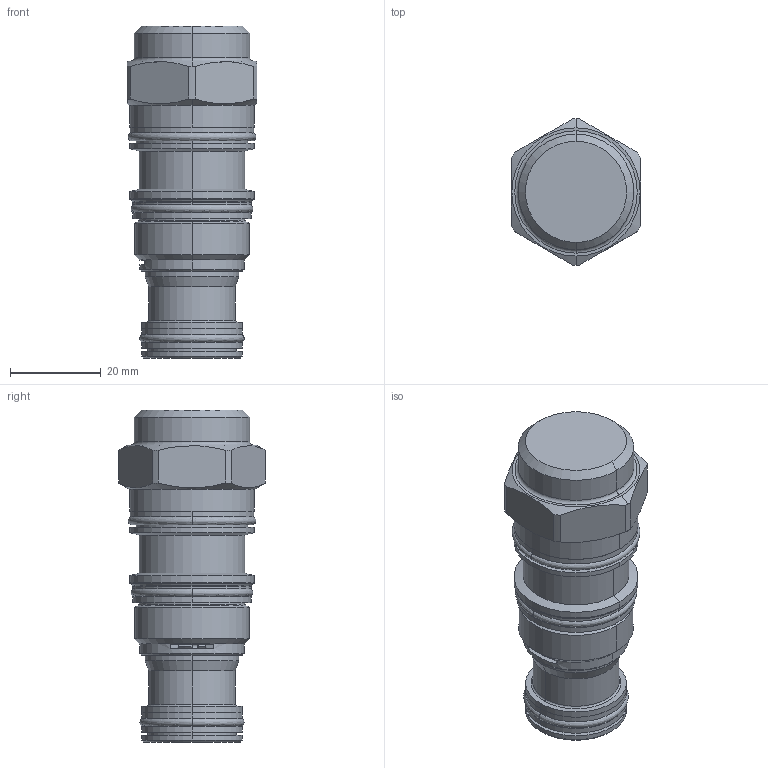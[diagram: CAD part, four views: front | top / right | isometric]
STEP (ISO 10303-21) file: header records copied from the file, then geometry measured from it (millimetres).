
FILE_DESCRIPTION((''),'2;1');
FILE_NAME('CBEAX-NN_PRT','2015-03-03T',('Administrator'),(''),'PRO/ENGINEER BY PARAMETRIC TECHNOLOGY CORPORATION, 2006240','PRO/ENGINEER BY PARAMETRIC TECHNOLOGY CORPORATION, 2006240','');
FILE_SCHEMA(('CONFIG_CONTROL_DESIGN'));
Length unit declared in the file: inch
Products named in the file (1): CBEAX-NN_PRT
Bounding box: 28.57 x 32.21 x 73.01 mm (x, y, z)
Volume: 33838.6 mm3; surface area: 14228.2 mm2
Topology: 4 solids, 5 shells, 193 faces, 433 edges, 263 vertices
Faces by surface type: cylinder 78, plane 38, torus 35, cone 30, revolution 12
Entity records: 6344 total; most frequent: CARTESIAN_POINT 1885, DIRECTION 1012, ORIENTED_EDGE 862, AXIS2_PLACEMENT_3D 442, EDGE_CURVE 431, VERTEX_POINT 263, CIRCLE 261, EDGE_LOOP 218
